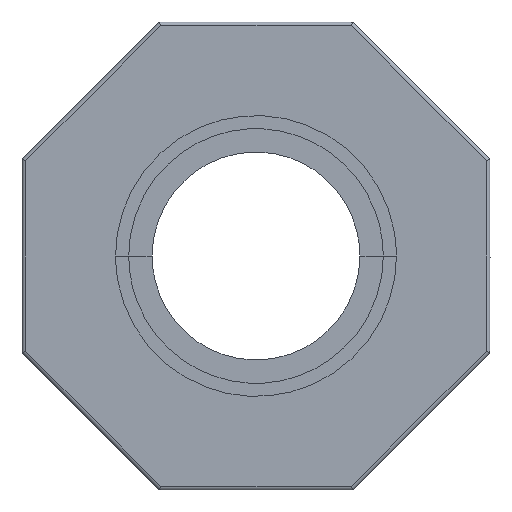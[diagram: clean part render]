
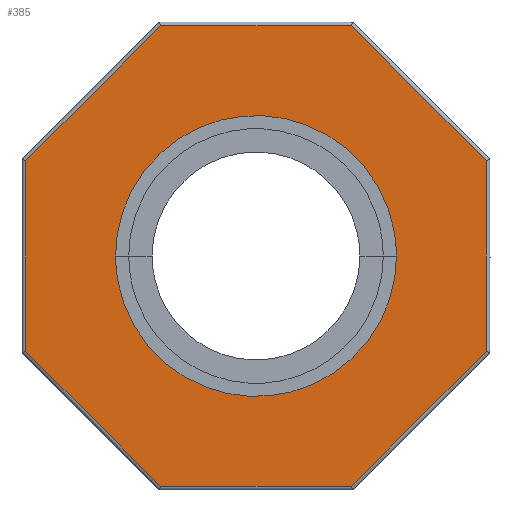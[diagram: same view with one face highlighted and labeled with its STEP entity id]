
A CAD part, front view. The second image highlights one B-rep face of the part: STEP entity #385.
In plain terms, the highlighted planar face has unit normal (0, -1, 0).
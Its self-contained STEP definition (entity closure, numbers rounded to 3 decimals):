
#385=ADVANCED_FACE('',(#813,#451),#6768,.T.);
#451=FACE_BOUND('',#1241,.T.);
#813=FACE_OUTER_BOUND('',#1240,.T.);
#1240=EDGE_LOOP('',(#3018,#3019,#3020,#3021,#3022,#3023,#3024,#3025));
#1241=EDGE_LOOP('',(#3026,#3027));
#3018=ORIENTED_EDGE('',*,*,#4581,.T.);
#3019=ORIENTED_EDGE('',*,*,#4538,.T.);
#3020=ORIENTED_EDGE('',*,*,#4574,.T.);
#3021=ORIENTED_EDGE('',*,*,#4541,.T.);
#3022=ORIENTED_EDGE('',*,*,#4576,.T.);
#3023=ORIENTED_EDGE('',*,*,#4540,.T.);
#3024=ORIENTED_EDGE('',*,*,#4579,.T.);
#3025=ORIENTED_EDGE('',*,*,#4539,.T.);
#3026=ORIENTED_EDGE('',*,*,#3562,.T.);
#3027=ORIENTED_EDGE('',*,*,#4686,.T.);
#3562=EDGE_CURVE('',#5818,#6520,#5319,.T.);
#4538=EDGE_CURVE('',#6467,#6468,#5219,.T.);
#4539=EDGE_CURVE('',#6471,#6466,#5220,.T.);
#4540=EDGE_CURVE('',#6470,#6472,#5221,.T.);
#4541=EDGE_CURVE('',#6473,#6469,#5222,.T.);
#4574=EDGE_CURVE('',#6468,#6473,#5766,.T.);
#4576=EDGE_CURVE('',#6469,#6470,#5767,.T.);
#4579=EDGE_CURVE('',#6472,#6471,#5768,.T.);
#4581=EDGE_CURVE('',#6466,#6467,#5769,.T.);
#4686=EDGE_CURVE('',#6520,#5818,#5816,.T.);
#5219=B_SPLINE_CURVE_WITH_KNOTS('',1,(#12810,#12811),.UNSPECIFIED.,.F.,
 .F.,(2,2),(0.083,10.272),.UNSPECIFIED.);
#5220=B_SPLINE_CURVE_WITH_KNOTS('',1,(#12812,#12813),.UNSPECIFIED.,.F.,
 .F.,(2,2),(0.083,10.272),.UNSPECIFIED.);
#5221=B_SPLINE_CURVE_WITH_KNOTS('',1,(#12814,#12815),.UNSPECIFIED.,.F.,
 .F.,(2,2),(0.083,10.272),.UNSPECIFIED.);
#5222=B_SPLINE_CURVE_WITH_KNOTS('',1,(#12816,#12817),.UNSPECIFIED.,.F.,
 .F.,(2,2),(0.083,10.272),.UNSPECIFIED.);
#5319=(
BOUNDED_CURVE()
B_SPLINE_CURVE(2,(#9126,#9127,#9128,#9129,#9130),.UNSPECIFIED.,.F.,.F.)
B_SPLINE_CURVE_WITH_KNOTS((3,2,3),(82.843,96.901,110.96),
 .UNSPECIFIED.)
CURVE()
GEOMETRIC_REPRESENTATION_ITEM()
RATIONAL_B_SPLINE_CURVE((1.,0.707,1.,0.707,1.))
REPRESENTATION_ITEM('')
);
#5766=(
BOUNDED_CURVE()
B_SPLINE_CURVE(1,(#12882,#12883),.UNSPECIFIED.,.F.,.F.)
B_SPLINE_CURVE_WITH_KNOTS((2,2),(0.083,10.272),
 .UNSPECIFIED.)
CURVE()
GEOMETRIC_REPRESENTATION_ITEM()
RATIONAL_B_SPLINE_CURVE((1.,1.))
REPRESENTATION_ITEM('')
);
#5767=(
BOUNDED_CURVE()
B_SPLINE_CURVE(1,(#12894,#12895),.UNSPECIFIED.,.F.,.F.)
B_SPLINE_CURVE_WITH_KNOTS((2,2),(0.083,10.272),
 .UNSPECIFIED.)
CURVE()
GEOMETRIC_REPRESENTATION_ITEM()
RATIONAL_B_SPLINE_CURVE((1.,1.))
REPRESENTATION_ITEM('')
);
#5768=(
BOUNDED_CURVE()
B_SPLINE_CURVE(1,(#12916,#12917),.UNSPECIFIED.,.F.,.F.)
B_SPLINE_CURVE_WITH_KNOTS((2,2),(0.083,10.272),
 .UNSPECIFIED.)
CURVE()
GEOMETRIC_REPRESENTATION_ITEM()
RATIONAL_B_SPLINE_CURVE((1.,1.))
REPRESENTATION_ITEM('')
);
#5769=(
BOUNDED_CURVE()
B_SPLINE_CURVE(1,(#12928,#12929),.UNSPECIFIED.,.F.,.F.)
B_SPLINE_CURVE_WITH_KNOTS((2,2),(0.083,10.272),
 .UNSPECIFIED.)
CURVE()
GEOMETRIC_REPRESENTATION_ITEM()
RATIONAL_B_SPLINE_CURVE((1.,1.))
REPRESENTATION_ITEM('')
);
#5816=(
BOUNDED_CURVE()
B_SPLINE_CURVE(2,(#13500,#13501,#13502,#13503,#13504),.UNSPECIFIED.,.F.,
 .F.)
B_SPLINE_CURVE_WITH_KNOTS((3,2,3),(110.96,125.019,139.077),
 .UNSPECIFIED.)
CURVE()
GEOMETRIC_REPRESENTATION_ITEM()
RATIONAL_B_SPLINE_CURVE((1.,0.707,1.,0.707,1.))
REPRESENTATION_ITEM('')
);
#5818=VERTEX_POINT('',#8422);
#6466=VERTEX_POINT('',#9070);
#6467=VERTEX_POINT('',#9071);
#6468=VERTEX_POINT('',#9072);
#6469=VERTEX_POINT('',#9073);
#6470=VERTEX_POINT('',#9074);
#6471=VERTEX_POINT('',#9075);
#6472=VERTEX_POINT('',#9076);
#6473=VERTEX_POINT('',#9077);
#6520=VERTEX_POINT('',#9124);
#6768=PLANE('',#7180);
#7180=AXIS2_PLACEMENT_3D('',#8312,#7475,$);
#7475=DIRECTION('',(0.,-1.,0.));
#8312=CARTESIAN_POINT('',(-15.625,134.,-15.625));
#8422=CARTESIAN_POINT('',(7.5,134.,0.));
#9070=CARTESIAN_POINT('',(12.3,134.,5.095));
#9071=CARTESIAN_POINT('',(5.095,134.,12.3));
#9072=CARTESIAN_POINT('',(-5.095,134.,12.3));
#9073=CARTESIAN_POINT('',(-12.3,134.,-5.095));
#9074=CARTESIAN_POINT('',(-5.095,134.,-12.3));
#9075=CARTESIAN_POINT('',(12.3,134.,-5.095));
#9076=CARTESIAN_POINT('',(5.095,134.,-12.3));
#9077=CARTESIAN_POINT('',(-12.3,134.,5.095));
#9124=CARTESIAN_POINT('',(-7.5,134.,0.));
#9126=CARTESIAN_POINT('',(7.5,134.,0.));
#9127=CARTESIAN_POINT('',(7.5,134.,-7.5));
#9128=CARTESIAN_POINT('',(0.,134.,-7.5));
#9129=CARTESIAN_POINT('',(-7.5,134.,-7.5));
#9130=CARTESIAN_POINT('',(-7.5,134.,0.));
#12810=CARTESIAN_POINT('',(5.095,134.,12.3));
#12811=CARTESIAN_POINT('',(-5.095,134.,12.3));
#12812=CARTESIAN_POINT('',(12.3,134.,-5.095));
#12813=CARTESIAN_POINT('',(12.3,134.,5.095));
#12814=CARTESIAN_POINT('',(-5.095,134.,-12.3));
#12815=CARTESIAN_POINT('',(5.095,134.,-12.3));
#12816=CARTESIAN_POINT('',(-12.3,134.,5.095));
#12817=CARTESIAN_POINT('',(-12.3,134.,-5.095));
#12882=CARTESIAN_POINT('',(-5.095,134.,12.3));
#12883=CARTESIAN_POINT('',(-12.3,134.,5.095));
#12894=CARTESIAN_POINT('',(-12.3,134.,-5.095));
#12895=CARTESIAN_POINT('',(-5.095,134.,-12.3));
#12916=CARTESIAN_POINT('',(5.095,134.,-12.3));
#12917=CARTESIAN_POINT('',(12.3,134.,-5.095));
#12928=CARTESIAN_POINT('',(12.3,134.,5.095));
#12929=CARTESIAN_POINT('',(5.095,134.,12.3));
#13500=CARTESIAN_POINT('',(-7.5,134.,0.));
#13501=CARTESIAN_POINT('',(-7.5,134.,7.5));
#13502=CARTESIAN_POINT('',(0.,134.,7.5));
#13503=CARTESIAN_POINT('',(7.5,134.,7.5));
#13504=CARTESIAN_POINT('',(7.5,134.,0.));
